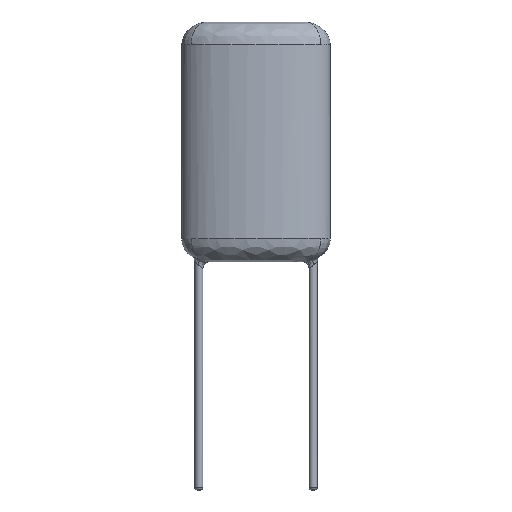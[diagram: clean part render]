
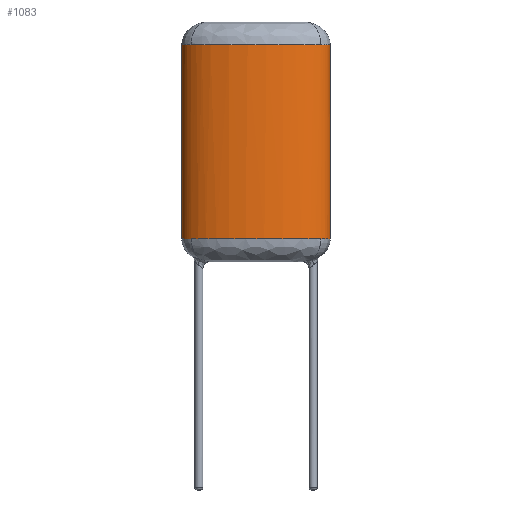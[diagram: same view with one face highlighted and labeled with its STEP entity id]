
A CAD part, front view. The second image highlights one B-rep face of the part: STEP entity #1083.
In plain terms, the highlighted free-form (B-spline) face has degree [3, 1] with [4, 2] control points.
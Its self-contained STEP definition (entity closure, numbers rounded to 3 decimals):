
#27 = CARTESIAN_POINT ( 'NONE',  ( -3.25, 0., 1. ) ) ;
#47 = CARTESIAN_POINT ( 'NONE',  ( 3.25, 0., 10.5 ) ) ;
#95 =( BOUNDED_SURFACE ( )  B_SPLINE_SURFACE ( 3, 1, ( 
 ( #1968, #27 ),
 ( #880, #580 ),
 ( #2680, #1257 ),
 ( #1026, #2527 ) ),
 .UNSPECIFIED., .F., .F., .T. ) 
 B_SPLINE_SURFACE_WITH_KNOTS ( ( 4, 4 ),
 ( 2, 2 ),
 ( 0., 1. ),
 ( 0., 1. ),
 .UNSPECIFIED. ) 
 GEOMETRIC_REPRESENTATION_ITEM ( )  RATIONAL_B_SPLINE_SURFACE ( (
 ( 1., 1.),
 ( 0.333, 0.333),
 ( 0.333, 0.333),
 ( 1., 1.) ) ) 
 REPRESENTATION_ITEM ( '' )  SURFACE ( )  );
#97 = LINE ( 'NONE', #2451, #1323 ) ;
#182 = CARTESIAN_POINT ( 'NONE',  ( 1.956, -1.207, 9.5 ) ) ;
#196 = VERTEX_POINT ( 'NONE', #342 ) ;
#208 = CARTESIAN_POINT ( 'NONE',  ( 0.994, -1.45, 9.5 ) ) ;
#209 = ORIENTED_EDGE ( 'NONE', *, *, #911, .T. ) ;
#220 = CARTESIAN_POINT ( 'NONE',  ( -0.497, -1.5, 9.5 ) ) ;
#221 = VERTEX_POINT ( 'NONE', #2645 ) ;
#234 = FACE_OUTER_BOUND ( 'NONE', #868, .T. ) ;
#244 = CARTESIAN_POINT ( 'NONE',  ( -3.25, 0., 9.5 ) ) ;
#261 = ORIENTED_EDGE ( 'NONE', *, *, #2122, .F. ) ;
#263 = DIRECTION ( 'NONE',  ( 0., 0., -1. ) ) ;
#268 = VERTEX_POINT ( 'NONE', #291 ) ;
#286 = DIRECTION ( 'NONE',  ( 0., 0., -1. ) ) ;
#291 = CARTESIAN_POINT ( 'NONE',  ( 2.834, -0.734, 1. ) ) ;
#342 = CARTESIAN_POINT ( 'NONE',  ( 3.25, 0., 9.5 ) ) ;
#346 = CARTESIAN_POINT ( 'NONE',  ( 2.835, -0.734, 9.5 ) ) ;
#363 =( BOUNDED_CURVE ( )  B_SPLINE_CURVE ( 3, ( #803, #1660, #603, #2265 ),
 .UNSPECIFIED., .F., .T. ) 
 B_SPLINE_CURVE_WITH_KNOTS ( ( 4, 4 ),
 ( 0., 0.499 ),
 .UNSPECIFIED. ) 
 CURVE ( )  GEOMETRIC_REPRESENTATION_ITEM ( )  RATIONAL_B_SPLINE_CURVE ( ( 1., 0.978, 0.978, 1. ) ) 
 REPRESENTATION_ITEM ( '' )  );
#377 = CARTESIAN_POINT ( 'NONE',  ( -1.72, -1.279, 9.5 ) ) ;
#380 =( BOUNDED_CURVE ( )  B_SPLINE_CURVE ( 3, ( #2105, #785, #2686, #2504 ),
 .UNSPECIFIED., .F., .F. ) 
 B_SPLINE_CURVE_WITH_KNOTS ( ( 4, 4 ),
 ( 0.5, 1. ),
 .UNSPECIFIED. ) 
 CURVE ( )  GEOMETRIC_REPRESENTATION_ITEM ( )  RATIONAL_B_SPLINE_CURVE ( ( 1., 0.978, 0.978, 1. ) ) 
 REPRESENTATION_ITEM ( '' )  );
#408 = ORIENTED_EDGE ( 'NONE', *, *, #2500, .T. ) ;
#439 = ORIENTED_EDGE ( 'NONE', *, *, #619, .T. ) ;
#453 = ORIENTED_EDGE ( 'NONE', *, *, #1119, .T. ) ;
#519 = CARTESIAN_POINT ( 'NONE',  ( 2.835, -0.734, 9.5 ) ) ;
#580 = CARTESIAN_POINT ( 'NONE',  ( -3.25, -3., 1. ) ) ;
#603 = CARTESIAN_POINT ( 'NONE',  ( -3.25, -0.258, 9.5 ) ) ;
#612 = CARTESIAN_POINT ( 'NONE',  ( -2.643, -0.892, 9.5 ) ) ;
#619 = EDGE_CURVE ( 'NONE', #2623, #268, #1429, .T. ) ;
#640 = CARTESIAN_POINT ( 'NONE',  ( 0.491, -1.5, 9.5 ) ) ;
#683 = ORIENTED_EDGE ( 'NONE', *, *, #937, .T. ) ;
#684 = CARTESIAN_POINT ( 'NONE',  ( -2.419, -1.012, 1. ) ) ;
#699 = VERTEX_POINT ( 'NONE', #757 ) ;
#712 = VECTOR ( 'NONE', #286, 1000. ) ;
#757 = CARTESIAN_POINT ( 'NONE',  ( 3.25, 0., 1. ) ) ;
#785 = CARTESIAN_POINT ( 'NONE',  ( -3.25, -0.258, 1. ) ) ;
#803 = CARTESIAN_POINT ( 'NONE',  ( -2.837, -0.732, 9.5 ) ) ;
#813 = CARTESIAN_POINT ( 'NONE',  ( -1.959, -1.205, 9.5 ) ) ;
#825 = CARTESIAN_POINT ( 'NONE',  ( 2.834, -0.734, 1. ) ) ;
#868 = EDGE_LOOP ( 'NONE', ( #261, #408, #209, #453, #1380, #1498, #439, #683 ) ) ;
#880 = CARTESIAN_POINT ( 'NONE',  ( -3.25, -3., 9.5 ) ) ;
#911 = EDGE_CURVE ( 'NONE', #2190, #221, #1896, .T. ) ;
#922 = CARTESIAN_POINT ( 'NONE',  ( -3.25, 0., 1. ) ) ;
#937 = EDGE_CURVE ( 'NONE', #268, #699, #1998, .T. ) ;
#952 = CARTESIAN_POINT ( 'NONE',  ( 2.415, -1.014, 1. ) ) ;
#966 = CARTESIAN_POINT ( 'NONE',  ( -0.493, -1.5, 1. ) ) ;
#1023 = CARTESIAN_POINT ( 'NONE',  ( -2.418, -1.012, 9.5 ) ) ;
#1026 = CARTESIAN_POINT ( 'NONE',  ( 3.25, 0., 9.5 ) ) ;
#1077 = CARTESIAN_POINT ( 'NONE',  ( -0.989, -1.451, 9.5 ) ) ;
#1083 = ADVANCED_FACE ( 'NONE', ( #234 ), #95, .F. ) ;
#1106 = CARTESIAN_POINT ( 'NONE',  ( -2.64, -0.894, 1. ) ) ;
#1118 = CARTESIAN_POINT ( 'NONE',  ( 3.25, -0.258, 9.5 ) ) ;
#1119 = EDGE_CURVE ( 'NONE', #221, #1327, #363, .T. ) ;
#1122 = CARTESIAN_POINT ( 'NONE',  ( -1.72, -1.279, 1. ) ) ;
#1255 = CARTESIAN_POINT ( 'NONE',  ( 2.835, -0.734, 9.5 ) ) ;
#1257 = CARTESIAN_POINT ( 'NONE',  ( 3.25, -3., 1. ) ) ;
#1295 = CARTESIAN_POINT ( 'NONE',  ( 2.64, -0.894, 9.5 ) ) ;
#1323 = VECTOR ( 'NONE', #263, 1000. ) ;
#1327 = VERTEX_POINT ( 'NONE', #244 ) ;
#1380 = ORIENTED_EDGE ( 'NONE', *, *, #2469, .T. ) ;
#1422 = CARTESIAN_POINT ( 'NONE',  ( 1.717, -1.28, 1. ) ) ;
#1429 = B_SPLINE_CURVE_WITH_KNOTS ( 'NONE', 3,
 ( #1758, #1106, #684, #1971, #1122, #2719, #966, #1614, #1841, #1422, #2275, #952, #2236, #2454 ),
 .UNSPECIFIED., .F., .F.,
 ( 4, 2, 2, 2, 2, 2, 4 ),
 ( 0., 0.001, 0.001, 0.003, 0.004, 0.005, 0.006 ),
 .UNSPECIFIED. ) ;
#1480 = CARTESIAN_POINT ( 'NONE',  ( 3.108, -0.509, 1. ) ) ;
#1498 = ORIENTED_EDGE ( 'NONE', *, *, #2183, .T. ) ;
#1585 = CARTESIAN_POINT ( 'NONE',  ( 3.25, 0., 9.5 ) ) ;
#1614 = CARTESIAN_POINT ( 'NONE',  ( 0.494, -1.5, 1. ) ) ;
#1660 = CARTESIAN_POINT ( 'NONE',  ( -3.109, -0.507, 9.5 ) ) ;
#1758 = CARTESIAN_POINT ( 'NONE',  ( -2.835, -0.733, 1. ) ) ;
#1809 = CARTESIAN_POINT ( 'NONE',  ( 3.109, -0.508, 9.5 ) ) ;
#1841 = CARTESIAN_POINT ( 'NONE',  ( 0.986, -1.451, 1. ) ) ;
#1886 = CARTESIAN_POINT ( 'NONE',  ( -2.837, -0.732, 9.5 ) ) ;
#1896 = B_SPLINE_CURVE_WITH_KNOTS ( 'NONE', 3,
 ( #1255, #1295, #2357, #182, #2565, #208, #640, #220, #1077, #377, #813, #1023, #612, #1886 ),
 .UNSPECIFIED., .F., .F.,
 ( 4, 2, 2, 2, 2, 2, 4 ),
 ( 0., 0.001, 0.001, 0.003, 0.004, 0.005, 0.006 ),
 .UNSPECIFIED. ) ;
#1968 = CARTESIAN_POINT ( 'NONE',  ( -3.25, 0., 9.5 ) ) ;
#1971 = CARTESIAN_POINT ( 'NONE',  ( -1.957, -1.206, 1. ) ) ;
#1998 =( BOUNDED_CURVE ( )  B_SPLINE_CURVE ( 3, ( #825, #1480, #2331, #2384 ),
 .UNSPECIFIED., .F., .T. ) 
 B_SPLINE_CURVE_WITH_KNOTS ( ( 4, 4 ),
 ( 0., 0.501 ),
 .UNSPECIFIED. ) 
 CURVE ( )  GEOMETRIC_REPRESENTATION_ITEM ( )  RATIONAL_B_SPLINE_CURVE ( ( 1., 0.978, 0.978, 1. ) ) 
 REPRESENTATION_ITEM ( '' )  );
#2001 = LINE ( 'NONE', #47, #712 ) ;
#2105 = CARTESIAN_POINT ( 'NONE',  ( -3.25, 0., 1. ) ) ;
#2122 = EDGE_CURVE ( 'NONE', #196, #699, #2001, .T. ) ;
#2183 = EDGE_CURVE ( 'NONE', #2605, #2623, #380, .T. ) ;
#2190 = VERTEX_POINT ( 'NONE', #346 ) ;
#2233 = CARTESIAN_POINT ( 'NONE',  ( -2.835, -0.733, 1. ) ) ;
#2236 = CARTESIAN_POINT ( 'NONE',  ( 2.639, -0.895, 1. ) ) ;
#2265 = CARTESIAN_POINT ( 'NONE',  ( -3.25, 0., 9.5 ) ) ;
#2275 = CARTESIAN_POINT ( 'NONE',  ( 1.956, -1.207, 1. ) ) ;
#2331 = CARTESIAN_POINT ( 'NONE',  ( 3.25, -0.259, 1. ) ) ;
#2357 = CARTESIAN_POINT ( 'NONE',  ( 2.419, -1.012, 9.5 ) ) ;
#2384 = CARTESIAN_POINT ( 'NONE',  ( 3.25, 0., 1. ) ) ;
#2451 = CARTESIAN_POINT ( 'NONE',  ( -3.25, 0., 10.5 ) ) ;
#2454 = CARTESIAN_POINT ( 'NONE',  ( 2.834, -0.734, 1. ) ) ;
#2469 = EDGE_CURVE ( 'NONE', #1327, #2605, #97, .T. ) ;
#2500 = EDGE_CURVE ( 'NONE', #196, #2190, #2653, .T. ) ;
#2504 = CARTESIAN_POINT ( 'NONE',  ( -2.835, -0.733, 1. ) ) ;
#2527 = CARTESIAN_POINT ( 'NONE',  ( 3.25, 0., 1. ) ) ;
#2565 = CARTESIAN_POINT ( 'NONE',  ( 1.718, -1.279, 9.5 ) ) ;
#2605 = VERTEX_POINT ( 'NONE', #922 ) ;
#2623 = VERTEX_POINT ( 'NONE', #2233 ) ;
#2645 = CARTESIAN_POINT ( 'NONE',  ( -2.837, -0.732, 9.5 ) ) ;
#2653 =( BOUNDED_CURVE ( )  B_SPLINE_CURVE ( 3, ( #1585, #1118, #1809, #519 ),
 .UNSPECIFIED., .F., .F. ) 
 B_SPLINE_CURVE_WITH_KNOTS ( ( 4, 4 ),
 ( 0.5, 1. ),
 .UNSPECIFIED. ) 
 CURVE ( )  GEOMETRIC_REPRESENTATION_ITEM ( )  RATIONAL_B_SPLINE_CURVE ( ( 1., 0.978, 0.978, 1. ) ) 
 REPRESENTATION_ITEM ( '' )  );
#2680 = CARTESIAN_POINT ( 'NONE',  ( 3.25, -3., 9.5 ) ) ;
#2686 = CARTESIAN_POINT ( 'NONE',  ( -3.109, -0.508, 1. ) ) ;
#2719 = CARTESIAN_POINT ( 'NONE',  ( -0.996, -1.45, 1. ) ) ;
